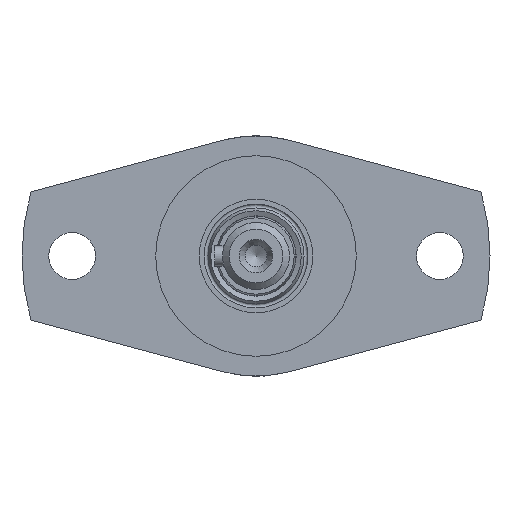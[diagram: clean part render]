
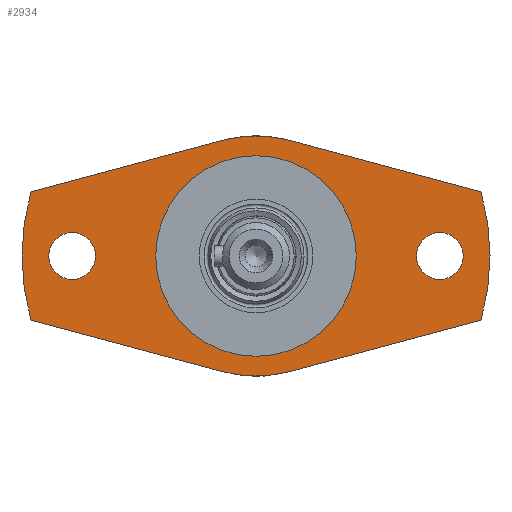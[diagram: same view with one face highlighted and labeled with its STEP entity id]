
A CAD part, left-side view. The second image highlights one B-rep face of the part: STEP entity #2934.
In plain terms, the highlighted planar face has unit normal (-1, 0, 0).
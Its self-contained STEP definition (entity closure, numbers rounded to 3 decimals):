
#48=FACE_BOUND('',#1073,.T.);
#49=FACE_BOUND('',#1074,.T.);
#50=FACE_BOUND('',#1075,.T.);
#315=LINE('',#4804,#571);
#316=LINE('',#4808,#572);
#317=LINE('',#4812,#573);
#318=LINE('',#4815,#574);
#571=VECTOR('',#3802,10.);
#572=VECTOR('',#3805,10.);
#573=VECTOR('',#3808,10.);
#574=VECTOR('',#3811,10.);
#902=FACE_OUTER_BOUND('',#1072,.T.);
#1072=EDGE_LOOP('',(#2495,#2496,#2497,#2498,#2499,#2500,#2501,#2502));
#1073=EDGE_LOOP('',(#2503,#2504));
#1074=EDGE_LOOP('',(#2505));
#1075=EDGE_LOOP('',(#2506));
#1180=CIRCLE('',#3156,35.);
#1182=CIRCLE('',#3159,15.);
#1183=CIRCLE('',#3160,15.);
#1186=CIRCLE('',#3165,18.);
#1187=CIRCLE('',#3166,35.);
#1188=CIRCLE('',#3167,18.);
#1189=CIRCLE('',#3168,3.5);
#1190=CIRCLE('',#3169,3.5);
#1436=VERTEX_POINT('',#4781);
#1437=VERTEX_POINT('',#4783);
#1439=VERTEX_POINT('',#4789);
#1440=VERTEX_POINT('',#4790);
#1444=VERTEX_POINT('',#4803);
#1445=VERTEX_POINT('',#4805);
#1446=VERTEX_POINT('',#4807);
#1447=VERTEX_POINT('',#4809);
#1448=VERTEX_POINT('',#4811);
#1449=VERTEX_POINT('',#4813);
#1450=VERTEX_POINT('',#4816);
#1451=VERTEX_POINT('',#4818);
#1800=EDGE_CURVE('',#1436,#1437,#1180,.T.);
#1803=EDGE_CURVE('',#1439,#1440,#1182,.T.);
#1804=EDGE_CURVE('',#1440,#1439,#1183,.T.);
#1810=EDGE_CURVE('',#1436,#1444,#315,.T.);
#1811=EDGE_CURVE('',#1444,#1445,#1186,.T.);
#1812=EDGE_CURVE('',#1445,#1446,#316,.T.);
#1813=EDGE_CURVE('',#1447,#1446,#1187,.T.);
#1814=EDGE_CURVE('',#1447,#1448,#317,.T.);
#1815=EDGE_CURVE('',#1448,#1449,#1188,.T.);
#1816=EDGE_CURVE('',#1449,#1437,#318,.T.);
#1817=EDGE_CURVE('',#1450,#1450,#1189,.T.);
#1818=EDGE_CURVE('',#1451,#1451,#1190,.T.);
#2495=ORIENTED_EDGE('',*,*,#1810,.T.);
#2496=ORIENTED_EDGE('',*,*,#1811,.T.);
#2497=ORIENTED_EDGE('',*,*,#1812,.T.);
#2498=ORIENTED_EDGE('',*,*,#1813,.F.);
#2499=ORIENTED_EDGE('',*,*,#1814,.T.);
#2500=ORIENTED_EDGE('',*,*,#1815,.T.);
#2501=ORIENTED_EDGE('',*,*,#1816,.T.);
#2502=ORIENTED_EDGE('',*,*,#1800,.F.);
#2503=ORIENTED_EDGE('',*,*,#1803,.T.);
#2504=ORIENTED_EDGE('',*,*,#1804,.T.);
#2505=ORIENTED_EDGE('',*,*,#1817,.T.);
#2506=ORIENTED_EDGE('',*,*,#1818,.T.);
#2803=PLANE('',#3164);
#2934=ADVANCED_FACE('',(#902,#48,#49,#50),#2803,.T.);
#3156=AXIS2_PLACEMENT_3D('',#4784,#3780,#3781);
#3159=AXIS2_PLACEMENT_3D('',#4791,#3787,#3788);
#3160=AXIS2_PLACEMENT_3D('',#4792,#3789,#3790);
#3164=AXIS2_PLACEMENT_3D('',#4802,#3800,#3801);
#3165=AXIS2_PLACEMENT_3D('',#4806,#3803,#3804);
#3166=AXIS2_PLACEMENT_3D('',#4810,#3806,#3807);
#3167=AXIS2_PLACEMENT_3D('',#4814,#3809,#3810);
#3168=AXIS2_PLACEMENT_3D('',#4817,#3812,#3813);
#3169=AXIS2_PLACEMENT_3D('',#4819,#3814,#3815);
#3780=DIRECTION('center_axis',(1.,0.,0.));
#3781=DIRECTION('ref_axis',(0.,1.,0.));
#3787=DIRECTION('center_axis',(1.,0.,0.));
#3788=DIRECTION('ref_axis',(0.,1.,0.));
#3789=DIRECTION('center_axis',(1.,0.,0.));
#3790=DIRECTION('ref_axis',(0.,1.,0.));
#3800=DIRECTION('center_axis',(-1.,0.,0.));
#3801=DIRECTION('ref_axis',(0.,0.,
1.));
#3802=DIRECTION('',(0.,-0.966,-0.259));
#3803=DIRECTION('center_axis',(-1.,0.,0.));
#3804=DIRECTION('ref_axis',(0.,0.259,-0.966));
#3805=DIRECTION('',(0.,-0.966,0.259));
#3806=DIRECTION('center_axis',(1.,0.,0.));
#3807=DIRECTION('ref_axis',(0.,1.,0.));
#3808=DIRECTION('',(0.,0.966,0.259));
#3809=DIRECTION('center_axis',(-1.,0.,0.));
#3810=DIRECTION('ref_axis',(0.,0.259,-0.966));
#3811=DIRECTION('',(0.,0.966,-0.259));
#3812=DIRECTION('center_axis',(1.,0.,0.));
#3813=DIRECTION('ref_axis',(0.,0.,
-1.));
#3814=DIRECTION('center_axis',(1.,0.,0.));
#3815=DIRECTION('ref_axis',(0.,0.,
-1.));
#4781=CARTESIAN_POINT('',(-111.2,33.653,-9.618));
#4783=CARTESIAN_POINT('',(-111.2,33.653,9.618));
#4784=CARTESIAN_POINT('Origin',(-111.2,0.,0.));
#4789=CARTESIAN_POINT('',(-111.2,15.,0.));
#4790=CARTESIAN_POINT('',(-111.2,-15.,0.));
#4791=CARTESIAN_POINT('Origin',(-111.2,0.,0.));
#4792=CARTESIAN_POINT('Origin',(-111.2,0.,0.));
#4802=CARTESIAN_POINT('Origin',(-111.2,25.,0.));
#4803=CARTESIAN_POINT('',(-111.2,4.659,-17.387));
#4804=CARTESIAN_POINT('',(-111.2,16.321,-14.262));
#4805=CARTESIAN_POINT('',(-111.2,-4.659,-17.387));
#4806=CARTESIAN_POINT('Origin',(-111.2,0.,0.));
#4807=CARTESIAN_POINT('',(-111.2,-33.653,-9.618));
#4808=CARTESIAN_POINT('',(-111.2,-7.493,-16.627));
#4809=CARTESIAN_POINT('',(-111.2,-33.653,9.618));
#4810=CARTESIAN_POINT('Origin',(-111.2,0.,0.));
#4811=CARTESIAN_POINT('',(-111.2,-4.659,17.387));
#4812=CARTESIAN_POINT('',(-111.2,7.004,20.512));
#4813=CARTESIAN_POINT('',(-111.2,4.659,17.387));
#4814=CARTESIAN_POINT('Origin',(-111.2,0.,0.));
#4815=CARTESIAN_POINT('',(-111.2,30.818,10.377));
#4816=CARTESIAN_POINT('',(-111.2,-27.5,3.5));
#4817=CARTESIAN_POINT('Origin',(-111.2,-27.5,0.));
#4818=CARTESIAN_POINT('',(-111.2,27.5,3.5));
#4819=CARTESIAN_POINT('Origin',(-111.2,27.5,0.));
